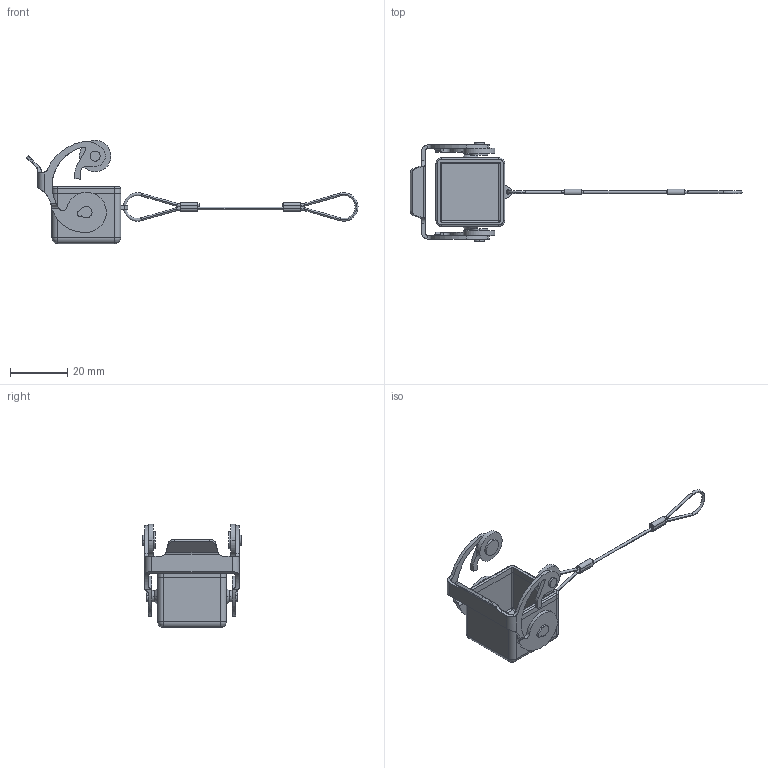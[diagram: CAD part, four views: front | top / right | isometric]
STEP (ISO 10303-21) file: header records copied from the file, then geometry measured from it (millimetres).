
FILE_DESCRIPTION(('Creo Elements/Direct Modeling STEP Export'),'2;1');
FILE_NAME('0ln7tug4q8lqdj13876','2019-04-17T11:41:44',(''),(''),'PTC Creo Elements/Direct Modeling STEP processor for AP214 (Solid Model)','PTC Creo Elements/Direct Modeling 19.0E 27-Jun-2016 (C) Parametric Technology GmbH','');
FILE_SCHEMA(('AUTOMOTIVE_DESIGN { 1 0 10303 214 1 1 1 1 }'));
Length unit declared in the file: millimetre
Products named in the file (1): CKAX_03_CX
Bounding box: 116 x 34.6 x 36.1 mm (x, y, z)
Volume: 5203.3 mm3; surface area: 7745 mm2
Topology: 1 solids, 1 shells, 218 faces, 559 edges, 353 vertices
Faces by surface type: cylinder 116, plane 74, torus 16, sphere 8, cone 4
Entity records: 7167 total; most frequent: CARTESIAN_POINT 1483, ORIENTED_EDGE 1102, DIRECTION 1014, EDGE_CURVE 551, AXIS2_PLACEMENT_3D 389, VERTEX_POINT 353, EDGE_LOOP 244, VECTOR 236
